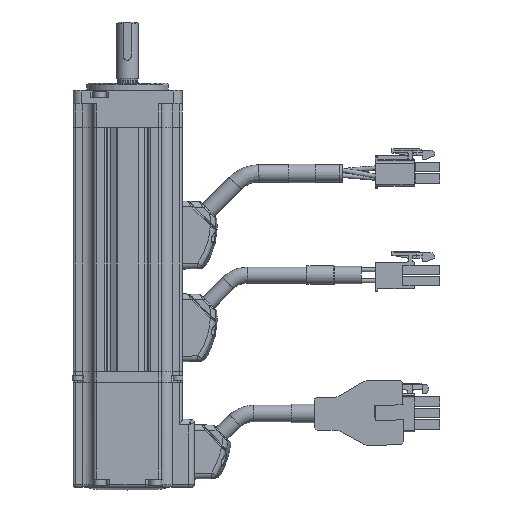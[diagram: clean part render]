
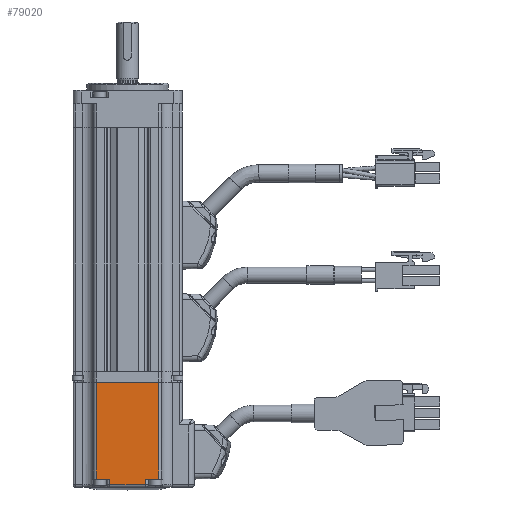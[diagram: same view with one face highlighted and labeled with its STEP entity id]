
A CAD part, left-side view. The second image highlights one B-rep face of the part: STEP entity #79020.
In plain terms, the highlighted planar face has unit normal (-1, 0, 0).
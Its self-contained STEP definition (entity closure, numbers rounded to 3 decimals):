
#24282 = VECTOR ( 'NONE', #25494, 1000. ) ;
#24283 = VECTOR ( 'NONE', #25497, 1000. ) ;
#24284 = VECTOR ( 'NONE', #25500, 1000. ) ;
#24285 = VECTOR ( 'NONE', #25503, 1000. ) ;
#24286 = VECTOR ( 'NONE', #25506, 1000. ) ;
#24287 = VECTOR ( 'NONE', #25509, 1000. ) ;
#24288 = VECTOR ( 'NONE', #25512, 1000. ) ;
#24289 = VECTOR ( 'NONE', #25515, 1000. ) ;
#25492 = LINE ( 'NONE', #25493, #24282 ) ;
#25493 = CARTESIAN_POINT ( 'NONE',  ( -21.191, 11.4, -124.5 ) ) ;
#25494 = DIRECTION ( 'NONE',  ( 0., 0., -1. ) ) ;
#25495 = LINE ( 'NONE', #25496, #24283 ) ;
#25496 = CARTESIAN_POINT ( 'NONE',  ( -21.191, -12.4, -86. ) ) ;
#25497 = DIRECTION ( 'NONE',  ( 0., -1., 0. ) ) ;
#25498 = LINE ( 'NONE', #25499, #24284 ) ;
#25499 = CARTESIAN_POINT ( 'NONE',  ( -21.191, -12.4, -121.5 ) ) ;
#25500 = DIRECTION ( 'NONE',  ( 0., 1., 0. ) ) ;
#25501 = LINE ( 'NONE', #25502, #24285 ) ;
#25502 = CARTESIAN_POINT ( 'NONE',  ( -21.191, 6.584, -124.5 ) ) ;
#25503 = DIRECTION ( 'NONE',  ( 0., 0., -1. ) ) ;
#25504 = LINE ( 'NONE', #25505, #24286 ) ;
#25505 = CARTESIAN_POINT ( 'NONE',  ( -21.191, -12.4, -123.5 ) ) ;
#25506 = DIRECTION ( 'NONE',  ( 0., -1., 0. ) ) ;
#25507 = LINE ( 'NONE', #25508, #24287 ) ;
#25508 = CARTESIAN_POINT ( 'NONE',  ( -21.191, -6.584, -124.5 ) ) ;
#25509 = DIRECTION ( 'NONE',  ( 0., 0., 1. ) ) ;
#25510 = LINE ( 'NONE', #25511, #24288 ) ;
#25511 = CARTESIAN_POINT ( 'NONE',  ( -21.191, -12.4, -121.5 ) ) ;
#25512 = DIRECTION ( 'NONE',  ( 0., -1., 0. ) ) ;
#25513 = LINE ( 'NONE', #25514, #24289 ) ;
#25514 = CARTESIAN_POINT ( 'NONE',  ( -21.191, -11.4, -124.5 ) ) ;
#25515 = DIRECTION ( 'NONE',  ( 0., 0., 1. ) ) ;
#26697 = CARTESIAN_POINT ( 'NONE',  ( -21.191, 11.4, -86. ) ) ;
#26698 = CARTESIAN_POINT ( 'NONE',  ( -21.191, -11.4, -86. ) ) ;
#26699 = CARTESIAN_POINT ( 'NONE',  ( -21.191, 11.4, -121.5 ) ) ;
#26700 = CARTESIAN_POINT ( 'NONE',  ( -21.191, 6.584, -121.5 ) ) ;
#26701 = CARTESIAN_POINT ( 'NONE',  ( -21.191, 6.584, -123.5 ) ) ;
#26702 = CARTESIAN_POINT ( 'NONE',  ( -21.191, -6.584, -123.5 ) ) ;
#26703 = CARTESIAN_POINT ( 'NONE',  ( -21.191, -6.584, -121.5 ) ) ;
#26704 = CARTESIAN_POINT ( 'NONE',  ( -21.191, -11.4, -121.5 ) ) ;
#48550 = FACE_OUTER_BOUND ( 'NONE', #73446, .T. ) ;
#48553 = AXIS2_PLACEMENT_3D ( 'NONE', #80565, #80566, #80567 ) ;
#64243 = EDGE_CURVE ( 'NONE', #67246, #67248, #25492, .T. ) ;
#64244 = EDGE_CURVE ( 'NONE', #67246, #67247, #25495, .T. ) ;
#64245 = EDGE_CURVE ( 'NONE', #67249, #67248, #25498, .T. ) ;
#64246 = EDGE_CURVE ( 'NONE', #67249, #67250, #25501, .T. ) ;
#64247 = EDGE_CURVE ( 'NONE', #67250, #67251, #25504, .T. ) ;
#64248 = EDGE_CURVE ( 'NONE', #67251, #67252, #25507, .T. ) ;
#64249 = EDGE_CURVE ( 'NONE', #67252, #67253, #25510, .T. ) ;
#64250 = EDGE_CURVE ( 'NONE', #67253, #67247, #25513, .T. ) ;
#65517 = ORIENTED_EDGE ( 'NONE', *, *, #64244, .F. ) ;
#65518 = ORIENTED_EDGE ( 'NONE', *, *, #64245, .F. ) ;
#65519 = ORIENTED_EDGE ( 'NONE', *, *, #64243, .T. ) ;
#65520 = ORIENTED_EDGE ( 'NONE', *, *, #64246, .T. ) ;
#65521 = ORIENTED_EDGE ( 'NONE', *, *, #64247, .T. ) ;
#65522 = ORIENTED_EDGE ( 'NONE', *, *, #64248, .T. ) ;
#65523 = ORIENTED_EDGE ( 'NONE', *, *, #64249, .T. ) ;
#65524 = ORIENTED_EDGE ( 'NONE', *, *, #64250, .T. ) ;
#67246 = VERTEX_POINT ( 'NONE', #26697 ) ;
#67247 = VERTEX_POINT ( 'NONE', #26698 ) ;
#67248 = VERTEX_POINT ( 'NONE', #26699 ) ;
#67249 = VERTEX_POINT ( 'NONE', #26700 ) ;
#67250 = VERTEX_POINT ( 'NONE', #26701 ) ;
#67251 = VERTEX_POINT ( 'NONE', #26702 ) ;
#67252 = VERTEX_POINT ( 'NONE', #26703 ) ;
#67253 = VERTEX_POINT ( 'NONE', #26704 ) ;
#73446 = EDGE_LOOP ( 'NONE', ( #65517, #65519, #65518, #65520, #65521, #65522, #65523, #65524 ) ) ;
#79020 = ADVANCED_FACE ( 'NONE', ( #48550 ), #80564, .F. ) ;
#80564 = PLANE ( 'NONE',  #48553 ) ;
#80565 = CARTESIAN_POINT ( 'NONE',  ( -21.191, -12.4, -124.5 ) ) ;
#80566 = DIRECTION ( 'NONE',  ( 1., 0., 0. ) ) ;
#80567 = DIRECTION ( 'NONE',  ( 0., 0., 1. ) ) ;
